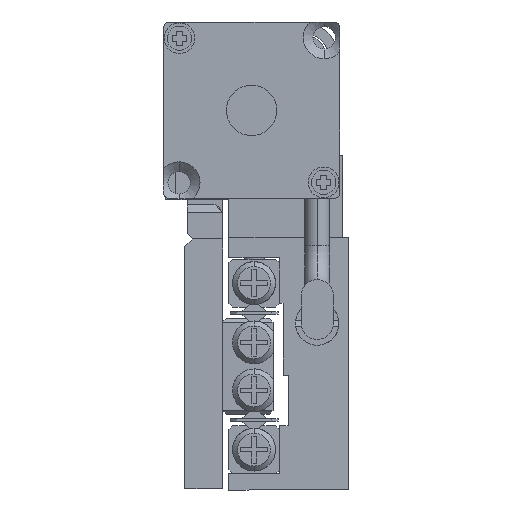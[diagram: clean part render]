
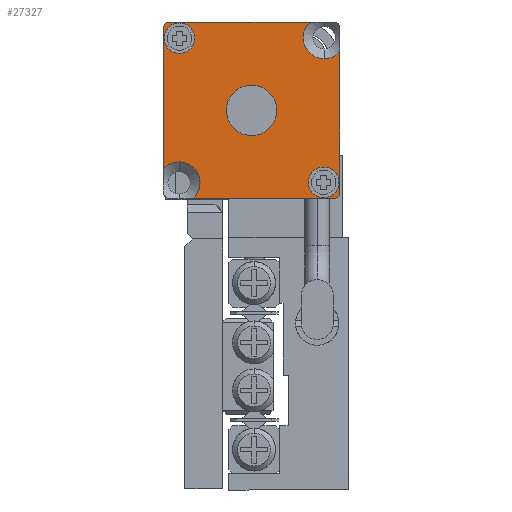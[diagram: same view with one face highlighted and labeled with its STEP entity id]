
A CAD part, left-side view. The second image highlights one B-rep face of the part: STEP entity #27327.
In plain terms, the highlighted face is planar.
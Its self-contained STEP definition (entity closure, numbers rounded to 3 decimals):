
#242 = VERTEX_POINT ( 'NONE', #1780 ) ;
#261 = CIRCLE ( 'NONE', #15941, 1.664 ) ;
#478 = CARTESIAN_POINT ( 'NONE',  ( 1.286, -12.714, 30. ) ) ;
#1005 = CIRCLE ( 'NONE', #17659, 1.213 ) ;
#1011 = DIRECTION ( 'NONE',  ( 0., 0., 1. ) ) ;
#1074 = CARTESIAN_POINT ( 'NONE',  ( 7., -7., 30. ) ) ;
#1085 = EDGE_CURVE ( 'NONE', #8782, #2641, #13675, .T. ) ;
#1163 = CARTESIAN_POINT ( 'NONE',  ( 12.75, -12.75, 30. ) ) ;
#1389 = DIRECTION ( 'NONE',  ( 1., 0., 0. ) ) ;
#1642 = CARTESIAN_POINT ( 'NONE',  ( 2.499, -12.714, 30. ) ) ;
#1658 = ORIENTED_EDGE ( 'NONE', *, *, #15427, .F. ) ;
#1780 = CARTESIAN_POINT ( 'NONE',  ( 0.073, -12.714, 30. ) ) ;
#2133 = DIRECTION ( 'NONE',  ( -1., 0., 0. ) ) ;
#2134 = DIRECTION ( 'NONE',  ( 0., 0., 1. ) ) ;
#2233 = VECTOR ( 'NONE', #29054, 1000. ) ;
#2342 = ORIENTED_EDGE ( 'NONE', *, *, #24193, .F. ) ;
#2605 = VERTEX_POINT ( 'NONE', #13583 ) ;
#2641 = VERTEX_POINT ( 'NONE', #10012 ) ;
#3297 = CIRCLE ( 'NONE', #20438, 1.213 ) ;
#3694 = LINE ( 'NONE', #22399, #6093 ) ;
#4437 = CARTESIAN_POINT ( 'NONE',  ( 12.714, -1.286, 30. ) ) ;
#4444 = ORIENTED_EDGE ( 'NONE', *, *, #24048, .F. ) ;
#4481 = AXIS2_PLACEMENT_3D ( 'NONE', #1074, #26362, #5651 ) ;
#4740 = EDGE_LOOP ( 'NONE', ( #14665, #11343, #26345, #13094, #17146, #15309, #17685, #9383, #12703, #18516 ) ) ;
#4766 = CARTESIAN_POINT ( 'NONE',  ( 12.75, -12.75, 30. ) ) ;
#5321 = LINE ( 'NONE', #14702, #24885 ) ;
#5569 = CARTESIAN_POINT ( 'NONE',  ( 13.5, 0., 30. ) ) ;
#5651 = DIRECTION ( 'NONE',  ( 1., 0., 0. ) ) ;
#6048 = CARTESIAN_POINT ( 'NONE',  ( 5., -7., 30. ) ) ;
#6093 = VECTOR ( 'NONE', #1389, 1000. ) ;
#6265 = FACE_OUTER_BOUND ( 'NONE', #4740, .T. ) ;
#6282 = DIRECTION ( 'NONE',  ( 0., 0., -1. ) ) ;
#6417 = VECTOR ( 'NONE', #2133, 1000. ) ;
#6565 = DIRECTION ( 'NONE',  ( 1., 0., 0. ) ) ;
#7056 = EDGE_CURVE ( 'NONE', #19412, #242, #3297, .T. ) ;
#7075 = VERTEX_POINT ( 'NONE', #9512 ) ;
#7363 = CIRCLE ( 'NONE', #7837, 1.213 ) ;
#7698 = AXIS2_PLACEMENT_3D ( 'NONE', #27145, #6282, #27619 ) ;
#7837 = AXIS2_PLACEMENT_3D ( 'NONE', #22848, #17777, #6565 ) ;
#8001 = EDGE_CURVE ( 'NONE', #7075, #8782, #9623, .T. ) ;
#8045 = DIRECTION ( 'NONE',  ( 1., 0., 0. ) ) ;
#8379 = CIRCLE ( 'NONE', #4481, 2. ) ;
#8782 = VERTEX_POINT ( 'NONE', #10829 ) ;
#8908 = CARTESIAN_POINT ( 'NONE',  ( 2.348, 0., 30. ) ) ;
#9106 = CARTESIAN_POINT ( 'NONE',  ( 0.5, -14., 30. ) ) ;
#9383 = ORIENTED_EDGE ( 'NONE', *, *, #14651, .T. ) ;
#9512 = CARTESIAN_POINT ( 'NONE',  ( 14., -11.652, 30. ) ) ;
#9623 = CIRCLE ( 'NONE', #26752, 1.664 ) ;
#9783 = EDGE_LOOP ( 'NONE', ( #2342, #4444 ) ) ;
#9812 = DIRECTION ( 'NONE',  ( 0., 0., -1. ) ) ;
#10012 = CARTESIAN_POINT ( 'NONE',  ( 11.652, -14., 30. ) ) ;
#10090 = CARTESIAN_POINT ( 'NONE',  ( 11.501, -1.286, 30. ) ) ;
#10624 = CARTESIAN_POINT ( 'NONE',  ( 0., 0., 30. ) ) ;
#10766 = EDGE_LOOP ( 'NONE', ( #18335, #21229 ) ) ;
#10829 = CARTESIAN_POINT ( 'NONE',  ( 11.086, -12.75, 30. ) ) ;
#10866 = LINE ( 'NONE', #29586, #6417 ) ;
#10915 = ORIENTED_EDGE ( 'NONE', *, *, #24845, .F. ) ;
#10964 = DIRECTION ( 'NONE',  ( 0., 0., 1. ) ) ;
#11343 = ORIENTED_EDGE ( 'NONE', *, *, #18556, .T. ) ;
#11526 = DIRECTION ( 'NONE',  ( 0., 0., 1. ) ) ;
#11749 = VERTEX_POINT ( 'NONE', #8908 ) ;
#12202 = CIRCLE ( 'NONE', #18588, 2. ) ;
#12703 = ORIENTED_EDGE ( 'NONE', *, *, #25083, .T. ) ;
#13008 = DIRECTION ( 'NONE',  ( 0., 0., 1. ) ) ;
#13094 = ORIENTED_EDGE ( 'NONE', *, *, #28649, .T. ) ;
#13345 = FACE_BOUND ( 'NONE', #9783, .T. ) ;
#13583 = CARTESIAN_POINT ( 'NONE',  ( 9., -7., 30. ) ) ;
#13591 = AXIS2_PLACEMENT_3D ( 'NONE', #13701, #11526, #22753 ) ;
#13675 = CIRCLE ( 'NONE', #29322, 1.664 ) ;
#13701 = CARTESIAN_POINT ( 'NONE',  ( 13.5, -0.5, 30. ) ) ;
#14233 = DIRECTION ( 'NONE',  ( 1., 0., 0. ) ) ;
#14295 = VERTEX_POINT ( 'NONE', #9106 ) ;
#14651 = EDGE_CURVE ( 'NONE', #22552, #19793, #27283, .T. ) ;
#14665 = ORIENTED_EDGE ( 'NONE', *, *, #17232, .F. ) ;
#14671 = EDGE_LOOP ( 'NONE', ( #10915, #1658 ) ) ;
#14702 = CARTESIAN_POINT ( 'NONE',  ( 14., 0., 30. ) ) ;
#14942 = CIRCLE ( 'NONE', #16916, 1.664 ) ;
#15031 = EDGE_CURVE ( 'NONE', #242, #19412, #28301, .T. ) ;
#15069 = DIRECTION ( 'NONE',  ( 0., 0., 1. ) ) ;
#15204 = DIRECTION ( 'NONE',  ( 0., 0., 1. ) ) ;
#15309 = ORIENTED_EDGE ( 'NONE', *, *, #8001, .F. ) ;
#15338 = VERTEX_POINT ( 'NONE', #10090 ) ;
#15427 = EDGE_CURVE ( 'NONE', #2605, #24197, #12202, .T. ) ;
#15646 = FACE_BOUND ( 'NONE', #14671, .T. ) ;
#15941 = AXIS2_PLACEMENT_3D ( 'NONE', #18835, #26315, #14233 ) ;
#16454 = AXIS2_PLACEMENT_3D ( 'NONE', #26840, #15204, #18932 ) ;
#16916 = AXIS2_PLACEMENT_3D ( 'NONE', #25379, #10964, #29844 ) ;
#16936 = VERTEX_POINT ( 'NONE', #25414 ) ;
#17146 = ORIENTED_EDGE ( 'NONE', *, *, #1085, .F. ) ;
#17232 = EDGE_CURVE ( 'NONE', #20863, #18895, #14942, .T. ) ;
#17361 = FACE_BOUND ( 'NONE', #10766, .T. ) ;
#17659 = AXIS2_PLACEMENT_3D ( 'NONE', #4437, #2134, #20846 ) ;
#17685 = ORIENTED_EDGE ( 'NONE', *, *, #20285, .T. ) ;
#17777 = DIRECTION ( 'NONE',  ( 0., 0., 1. ) ) ;
#18065 = EDGE_CURVE ( 'NONE', #18895, #11749, #261, .T. ) ;
#18335 = ORIENTED_EDGE ( 'NONE', *, *, #7056, .T. ) ;
#18402 = CIRCLE ( 'NONE', #16454, 0.5 ) ;
#18516 = ORIENTED_EDGE ( 'NONE', *, *, #18065, .F. ) ;
#18556 = EDGE_CURVE ( 'NONE', #20863, #26434, #26433, .T. ) ;
#18588 = AXIS2_PLACEMENT_3D ( 'NONE', #22831, #13008, #27586 ) ;
#18835 = CARTESIAN_POINT ( 'NONE',  ( 1.25, -1.25, 30. ) ) ;
#18895 = VERTEX_POINT ( 'NONE', #23364 ) ;
#18932 = DIRECTION ( 'NONE',  ( 1., 0., 0. ) ) ;
#19184 = DIRECTION ( 'NONE',  ( 1., 0., 0. ) ) ;
#19412 = VERTEX_POINT ( 'NONE', #1642 ) ;
#19793 = VERTEX_POINT ( 'NONE', #5569 ) ;
#20285 = EDGE_CURVE ( 'NONE', #7075, #22552, #5321, .T. ) ;
#20438 = AXIS2_PLACEMENT_3D ( 'NONE', #478, #9812, #19184 ) ;
#20846 = DIRECTION ( 'NONE',  ( 1., 0., 0. ) ) ;
#20863 = VERTEX_POINT ( 'NONE', #22111 ) ;
#21229 = ORIENTED_EDGE ( 'NONE', *, *, #15031, .T. ) ;
#21448 = CARTESIAN_POINT ( 'NONE',  ( 0., -13.5, 30. ) ) ;
#22111 = CARTESIAN_POINT ( 'NONE',  ( 0., -2.348, 30. ) ) ;
#22399 = CARTESIAN_POINT ( 'NONE',  ( 0., -14., 30. ) ) ;
#22552 = VERTEX_POINT ( 'NONE', #28382 ) ;
#22753 = DIRECTION ( 'NONE',  ( 1., 0., 0. ) ) ;
#22831 = CARTESIAN_POINT ( 'NONE',  ( 7., -7., 30. ) ) ;
#22848 = CARTESIAN_POINT ( 'NONE',  ( 12.714, -1.286, 30. ) ) ;
#23364 = CARTESIAN_POINT ( 'NONE',  ( 2.914, -1.25, 30. ) ) ;
#23748 = DIRECTION ( 'NONE',  ( 0., 1., 0. ) ) ;
#24048 = EDGE_CURVE ( 'NONE', #15338, #16936, #7363, .T. ) ;
#24193 = EDGE_CURVE ( 'NONE', #16936, #15338, #1005, .T. ) ;
#24197 = VERTEX_POINT ( 'NONE', #6048 ) ;
#24845 = EDGE_CURVE ( 'NONE', #24197, #2605, #8379, .T. ) ;
#24885 = VECTOR ( 'NONE', #23748, 1000. ) ;
#24997 = PLANE ( 'NONE',  #26630 ) ;
#25083 = EDGE_CURVE ( 'NONE', #19793, #11749, #10866, .T. ) ;
#25322 = DIRECTION ( 'NONE',  ( 0., 0., 1. ) ) ;
#25379 = CARTESIAN_POINT ( 'NONE',  ( 1.25, -1.25, 30. ) ) ;
#25414 = CARTESIAN_POINT ( 'NONE',  ( 13.927, -1.286, 30. ) ) ;
#25474 = DIRECTION ( 'NONE',  ( 1., 0., 0. ) ) ;
#26315 = DIRECTION ( 'NONE',  ( 0., 0., 1. ) ) ;
#26345 = ORIENTED_EDGE ( 'NONE', *, *, #29814, .T. ) ;
#26362 = DIRECTION ( 'NONE',  ( 0., 0., 1. ) ) ;
#26433 = LINE ( 'NONE', #10624, #2233 ) ;
#26434 = VERTEX_POINT ( 'NONE', #21448 ) ;
#26630 = AXIS2_PLACEMENT_3D ( 'NONE', #26706, #15069, #27451 ) ;
#26706 = CARTESIAN_POINT ( 'NONE',  ( 0., 0., 30. ) ) ;
#26752 = AXIS2_PLACEMENT_3D ( 'NONE', #4766, #25322, #25474 ) ;
#26840 = CARTESIAN_POINT ( 'NONE',  ( 0.5, -13.5, 30. ) ) ;
#27145 = CARTESIAN_POINT ( 'NONE',  ( 1.286, -12.714, 30. ) ) ;
#27283 = CIRCLE ( 'NONE', #13591, 0.5 ) ;
#27327 = ADVANCED_FACE ( 'NONE', ( #13345, #6265, #15646, #17361 ), #24997, .T. ) ;
#27451 = DIRECTION ( 'NONE',  ( 1., 0., 0. ) ) ;
#27586 = DIRECTION ( 'NONE',  ( 1., 0., 0. ) ) ;
#27619 = DIRECTION ( 'NONE',  ( 1., 0., 0. ) ) ;
#28301 = CIRCLE ( 'NONE', #7698, 1.213 ) ;
#28382 = CARTESIAN_POINT ( 'NONE',  ( 14., -0.5, 30. ) ) ;
#28649 = EDGE_CURVE ( 'NONE', #14295, #2641, #3694, .T. ) ;
#29054 = DIRECTION ( 'NONE',  ( 0., -1., 0. ) ) ;
#29322 = AXIS2_PLACEMENT_3D ( 'NONE', #1163, #1011, #8045 ) ;
#29586 = CARTESIAN_POINT ( 'NONE',  ( 0., 0., 30. ) ) ;
#29814 = EDGE_CURVE ( 'NONE', #26434, #14295, #18402, .T. ) ;
#29844 = DIRECTION ( 'NONE',  ( 1., 0., 0. ) ) ;
